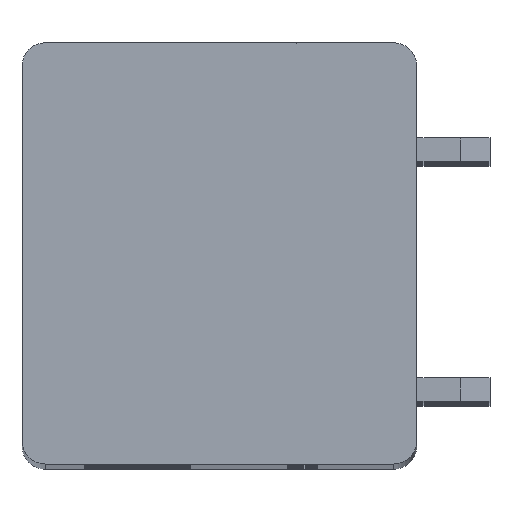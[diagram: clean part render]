
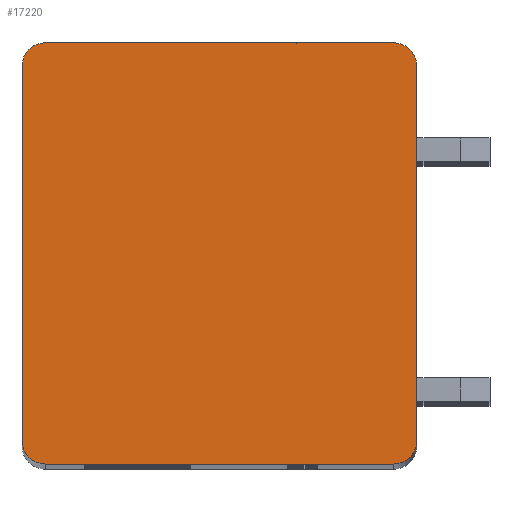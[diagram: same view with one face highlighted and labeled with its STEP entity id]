
A CAD part, top view. The second image highlights one B-rep face of the part: STEP entity #17220.
In plain terms, the highlighted planar face has unit normal (0, 0, 1).
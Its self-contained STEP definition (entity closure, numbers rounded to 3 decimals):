
#2665=CARTESIAN_POINT('',(-5.95,6.4,2.5));
#2666=DIRECTION('',(0.,0.,1.));
#2667=DIRECTION('',(0.,1.,0.));
#2668=AXIS2_PLACEMENT_3D('',#2665,#2666,#2667);
#2670=DIRECTION('',(-1.,0.,0.));
#2671=VECTOR('',#2670,11.9);
#2672=CARTESIAN_POINT('',(5.95,7.2,2.5));
#2673=LINE('',#2672,#2671);
#2674=CARTESIAN_POINT('',(5.95,6.4,2.5));
#2675=DIRECTION('',(0.,0.,1.));
#2676=DIRECTION('',(1.,0.,0.));
#2677=AXIS2_PLACEMENT_3D('',#2674,#2675,#2676);
#2679=DIRECTION('',(0.,1.,0.));
#2680=VECTOR('',#2679,12.8);
#2681=CARTESIAN_POINT('',(6.75,-6.4,2.5));
#2682=LINE('',#2681,#2680);
#2683=CARTESIAN_POINT('',(5.95,-6.4,2.5));
#2684=DIRECTION('',(0.,0.,1.));
#2685=DIRECTION('',(0.,-1.,0.));
#2686=AXIS2_PLACEMENT_3D('',#2683,#2684,#2685);
#2688=DIRECTION('',(1.,0.,0.));
#2689=VECTOR('',#2688,11.9);
#2690=CARTESIAN_POINT('',(-5.95,-7.2,2.5));
#2691=LINE('',#2690,#2689);
#2692=CARTESIAN_POINT('',(-5.95,-6.4,2.5));
#2693=DIRECTION('',(0.,0.,1.));
#2694=DIRECTION('',(-1.,0.,0.));
#2695=AXIS2_PLACEMENT_3D('',#2692,#2693,#2694);
#2697=DIRECTION('',(0.,-1.,0.));
#2698=VECTOR('',#2697,12.8);
#2699=CARTESIAN_POINT('',(-6.75,6.4,2.5));
#2700=LINE('',#2699,#2698);
#12425=CARTESIAN_POINT('',(-5.95,7.2,2.5));
#12426=VERTEX_POINT('',#12425);
#12427=CARTESIAN_POINT('',(-6.75,6.4,2.5));
#12428=VERTEX_POINT('',#12427);
#12433=CARTESIAN_POINT('',(6.75,6.4,2.5));
#12434=VERTEX_POINT('',#12433);
#12435=CARTESIAN_POINT('',(5.95,7.2,2.5));
#12436=VERTEX_POINT('',#12435);
#12441=CARTESIAN_POINT('',(-6.75,-6.4,2.5));
#12442=VERTEX_POINT('',#12441);
#12443=CARTESIAN_POINT('',(-5.95,-7.2,2.5));
#12444=VERTEX_POINT('',#12443);
#12449=CARTESIAN_POINT('',(5.95,-7.2,2.5));
#12450=VERTEX_POINT('',#12449);
#12451=CARTESIAN_POINT('',(6.75,-6.4,2.5));
#12452=VERTEX_POINT('',#12451);
#17205=CARTESIAN_POINT('',(0.,0.,2.5));
#17206=DIRECTION('',(0.,0.,1.));
#17207=DIRECTION('',(1.,0.,0.));
#17208=AXIS2_PLACEMENT_3D('',#17205,#17206,#17207);
#17209=PLANE('',#17208);
#17210=ORIENTED_EDGE('',*,*,#15661,.F.);
#17211=ORIENTED_EDGE('',*,*,#15677,.F.);
#17212=ORIENTED_EDGE('',*,*,#16170,.F.);
#17213=ORIENTED_EDGE('',*,*,#16185,.F.);
#17214=ORIENTED_EDGE('',*,*,#16598,.F.);
#17215=ORIENTED_EDGE('',*,*,#16611,.F.);
#17216=ORIENTED_EDGE('',*,*,#17186,.F.);
#17217=ORIENTED_EDGE('',*,*,#17198,.F.);
#17218=EDGE_LOOP('',(#17210,#17211,#17212,#17213,#17214,#17215,#17216,#17217));
#17219=FACE_OUTER_BOUND('',#17218,.F.);
#2669=CIRCLE('',#2668,0.8);
#2678=CIRCLE('',#2677,0.8);
#2687=CIRCLE('',#2686,0.8);
#2696=CIRCLE('',#2695,0.8);
#15661=EDGE_CURVE('',#12426,#12428,#2669,.T.);
#15677=EDGE_CURVE('',#12436,#12426,#2673,.T.);
#16170=EDGE_CURVE('',#12434,#12436,#2678,.T.);
#16185=EDGE_CURVE('',#12452,#12434,#2682,.T.);
#16598=EDGE_CURVE('',#12450,#12452,#2687,.T.);
#16611=EDGE_CURVE('',#12444,#12450,#2691,.T.);
#17186=EDGE_CURVE('',#12442,#12444,#2696,.T.);
#17198=EDGE_CURVE('',#12428,#12442,#2700,.T.);
#17220=ADVANCED_FACE('',(#17219),#17209,.T.);
